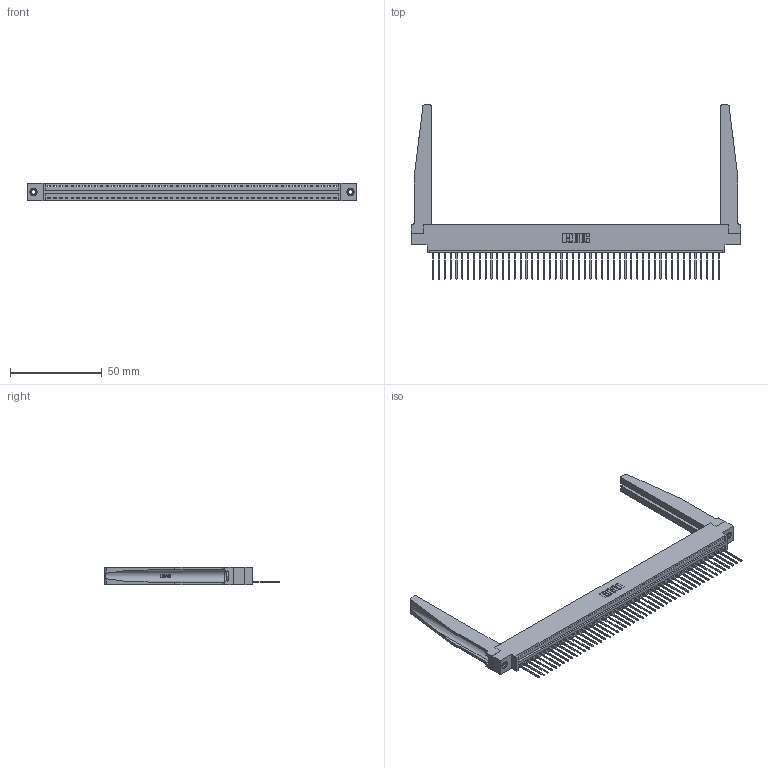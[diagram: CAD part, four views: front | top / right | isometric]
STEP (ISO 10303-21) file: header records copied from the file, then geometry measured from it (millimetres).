
FILE_DESCRIPTION (( 'STEP AP203' ), '1' );
FILE_NAME ('396-050-540-678.STEP', '2019-10-28T06:37:59', ( '' ), ( '' ), 'SwSTEP 2.0', 'SolidWorks 2016', '' );
FILE_SCHEMA (( 'CONFIG_CONTROL_DESIGN' ));
Length unit declared in the file: inch
Products named in the file (5): 345-292-001_345-293-140; 396-050-540-678; 346 Part_0.170 Offset - 0.156 Dia-TH; 345-250-001_345-250-001-102; 346-220-078_345-220-078
Assembly tree (55 placements, depth 2):
  396-050-540-678
    346 Part_0.170 Offset - 0.156 Dia-TH
    345-292-001_345-293-140  x50
    346-220-078_345-220-078  x2
    345-250-001_345-250-001-102  x2
Bounding box: 179.32 x 94.74 x 9.4 mm (x, y, z)
Volume: 24042.3 mm3; surface area: 28695.7 mm2
Topology: 55 solids, 55 shells, 3260 faces, 9749 edges, 6422 vertices
Faces by surface type: plane 2222, cylinder 986, bspline 36, cone 12, torus 4
Entity records: 34852 total; most frequent: CARTESIAN_POINT 6885, ORIENTED_EDGE 5758, DIRECTION 5049, EDGE_CURVE 2879, VECTOR 2453, LINE 2453, VERTEX_POINT 1912, AXIS2_PLACEMENT_3D 1298
